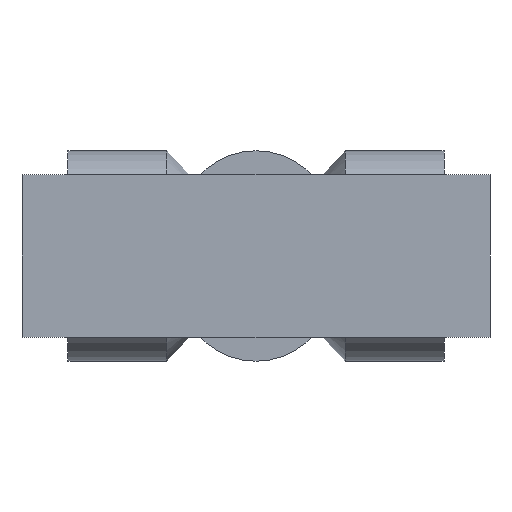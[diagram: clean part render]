
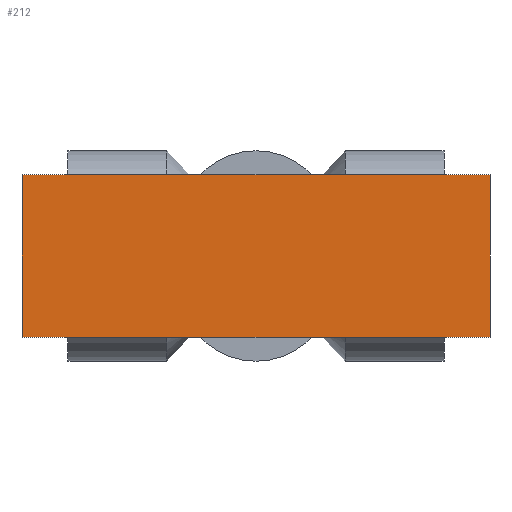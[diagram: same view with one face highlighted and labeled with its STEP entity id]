
A CAD part, front view. The second image highlights one B-rep face of the part: STEP entity #212.
In plain terms, the highlighted planar face has unit normal (0, -1, 0).
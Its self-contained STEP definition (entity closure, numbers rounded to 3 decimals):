
#212=ADVANCED_FACE('',(#365),#366,.T.);
#365=FACE_OUTER_BOUND('',#659,.T.);
#366=PLANE('',#660);
#659=EDGE_LOOP('',(#983,#984,#985,#986));
#660=AXIS2_PLACEMENT_3D('',#987,#988,#989);
#983=ORIENTED_EDGE('',*,*,#2022,.T.);
#984=ORIENTED_EDGE('',*,*,#2023,.F.);
#985=ORIENTED_EDGE('',*,*,#2024,.F.);
#986=ORIENTED_EDGE('',*,*,#2020,.T.);
#987=CARTESIAN_POINT('',(0.0,-115.0,-40.0));
#988=DIRECTION('',(0.0,-1.0,0.0));
#989=DIRECTION('',(1.0,0.0,-0.0));
#2020=EDGE_CURVE('',#2345,#2343,#2346,.T.);
#2022=EDGE_CURVE('',#2343,#2348,#2349,.T.);
#2023=EDGE_CURVE('',#2350,#2348,#2351,.T.);
#2024=EDGE_CURVE('',#2345,#2350,#2352,.T.);
#2343=VERTEX_POINT('',#2879);
#2345=VERTEX_POINT('',#2882);
#2346=LINE('',#2883,#2884);
#2348=VERTEX_POINT('',#2887);
#2349=LINE('',#2888,#2889);
#2350=VERTEX_POINT('',#2890);
#2351=LINE('',#2891,#2892);
#2352=LINE('',#2893,#2894);
#2879=CARTESIAN_POINT('',(115.0,-115.0,40.0));
#2882=CARTESIAN_POINT('',(115.0,-115.0,-40.0));
#2883=CARTESIAN_POINT('',(115.0,-115.0,-40.0));
#2884=VECTOR('',#3644,1.0);
#2887=CARTESIAN_POINT('',(-115.0,-115.0,40.0));
#2888=CARTESIAN_POINT('',(115.0,-115.0,40.0));
#2889=VECTOR('',#3646,1.0);
#2890=CARTESIAN_POINT('',(-115.0,-115.0,-40.0));
#2891=CARTESIAN_POINT('',(-115.0,-115.0,-40.0));
#2892=VECTOR('',#3647,1.0);
#2893=CARTESIAN_POINT('',(115.0,-115.0,-40.0));
#2894=VECTOR('',#3648,1.0);
#3644=DIRECTION('',(0.0,0.0,1.0));
#3646=DIRECTION('',(-1.0,0.0,0.0));
#3647=DIRECTION('',(0.0,0.0,1.0));
#3648=DIRECTION('',(-1.0,0.0,0.0));
